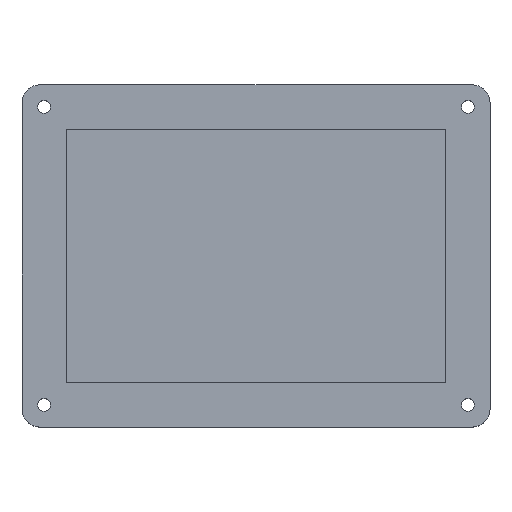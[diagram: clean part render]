
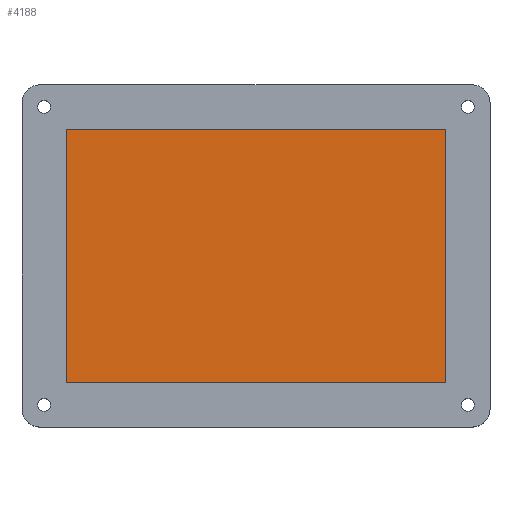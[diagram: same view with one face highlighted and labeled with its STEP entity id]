
A CAD part, top view. The second image highlights one B-rep face of the part: STEP entity #4188.
In plain terms, the highlighted planar face has unit normal (0, 0, 1).
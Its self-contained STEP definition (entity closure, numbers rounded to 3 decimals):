
#431=FACE_OUTER_BOUND('',#664,.T.);
#664=EDGE_LOOP('',(#3913,#3914,#3915,#3916));
#934=LINE('',#7485,#1211);
#937=LINE('',#7490,#1214);
#943=LINE('',#7510,#1220);
#945=LINE('',#7513,#1222);
#1211=VECTOR('',#6189,10.);
#1214=VECTOR('',#6194,10.);
#1220=VECTOR('',#6218,10.);
#1222=VECTOR('',#6222,10.);
#2004=VERTEX_POINT('',#7483);
#2005=VERTEX_POINT('',#7484);
#2006=VERTEX_POINT('',#7489);
#2011=VERTEX_POINT('',#7509);
#2634=EDGE_CURVE('',#2004,#2005,#934,.T.);
#2637=EDGE_CURVE('',#2006,#2004,#937,.T.);
#2647=EDGE_CURVE('',#2005,#2011,#943,.T.);
#2649=EDGE_CURVE('',#2011,#2006,#945,.T.);
#3913=ORIENTED_EDGE('',*,*,#2637,.T.);
#3914=ORIENTED_EDGE('',*,*,#2634,.T.);
#3915=ORIENTED_EDGE('',*,*,#2647,.T.);
#3916=ORIENTED_EDGE('',*,*,#2649,.T.);
#3967=PLANE('',#4785);
#4188=ADVANCED_FACE('',(#431),#3967,.T.);
#4785=AXIS2_PLACEMENT_3D('',#7517,#6228,#6229);
#6189=DIRECTION('',(1.,0.,0.));
#6194=DIRECTION('',(0.,-1.,0.));
#6218=DIRECTION('',(0.,1.,0.));
#6222=DIRECTION('',(-1.,0.,0.));
#6228=DIRECTION('center_axis',(0.,0.,1.));
#6229=DIRECTION('ref_axis',(1.,0.,0.));
#7483=CARTESIAN_POINT('',(0.,0.,3.));
#7484=CARTESIAN_POINT('',(86.,0.,3.));
#7485=CARTESIAN_POINT('',(0.,0.,3.));
#7489=CARTESIAN_POINT('',(0.,57.5,3.));
#7490=CARTESIAN_POINT('',(0.,57.5,3.));
#7509=CARTESIAN_POINT('',(86.,57.5,3.));
#7510=CARTESIAN_POINT('',(86.,0.,3.));
#7513=CARTESIAN_POINT('',(86.,57.5,3.));
#7517=CARTESIAN_POINT('Origin',(43.,28.75,3.));
